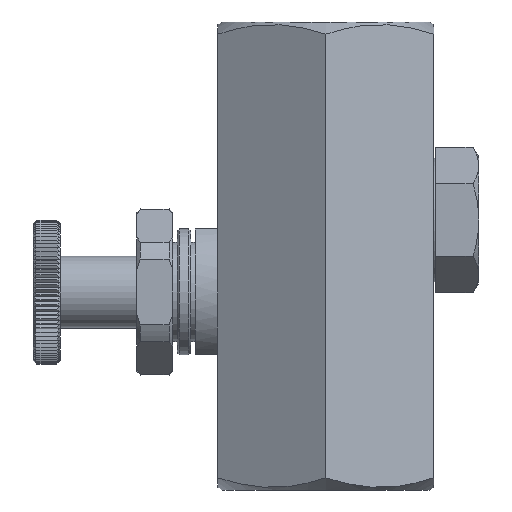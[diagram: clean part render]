
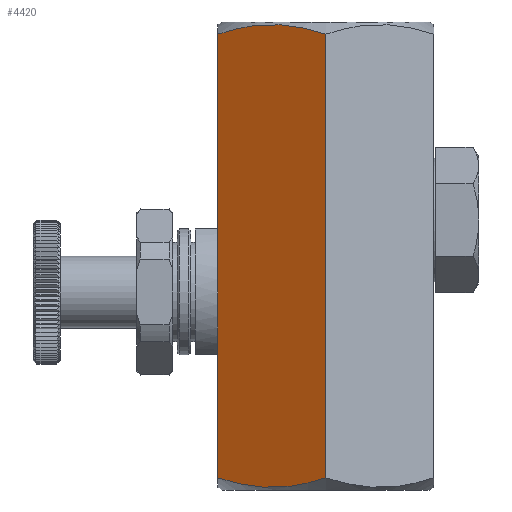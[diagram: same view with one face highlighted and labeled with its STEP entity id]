
A CAD part, left-side view. The second image highlights one B-rep face of the part: STEP entity #4420.
In plain terms, the highlighted planar face has unit normal (-0.866, 0.5, 0).
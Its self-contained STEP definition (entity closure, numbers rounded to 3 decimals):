
#243=B_SPLINE_CURVE_WITH_KNOTS('',3,(#7035,#7036,#7037,#7038,#7039,#7040,
#7041),.UNSPECIFIED.,.F.,.F.,(4,1,1,1,4),(0.,0.003,
0.007,0.01,0.014),
 .UNSPECIFIED.);
#248=B_SPLINE_CURVE_WITH_KNOTS('',3,(#7079,#7080,#7081,#7082,#7083,#7084,
#7085),.UNSPECIFIED.,.F.,.F.,(4,1,1,1,4),(0.,0.003,
0.007,0.01,0.014),
 .UNSPECIFIED.);
#499=LINE('',#7018,#733);
#501=LINE('',#7075,#735);
#502=LINE('',#7077,#736);
#503=LINE('',#7087,#737);
#733=VECTOR('',#5133,1000.);
#735=VECTOR('',#5145,1000.);
#736=VECTOR('',#5146,1000.);
#737=VECTOR('',#5147,1000.);
#1240=ORIENTED_EDGE('',*,*,#2615,.T.);
#1241=ORIENTED_EDGE('',*,*,#2625,.F.);
#1242=ORIENTED_EDGE('',*,*,#2626,.T.);
#1243=ORIENTED_EDGE('',*,*,#2627,.F.);
#1244=ORIENTED_EDGE('',*,*,#2628,.F.);
#1245=ORIENTED_EDGE('',*,*,#2620,.F.);
#2615=EDGE_CURVE('',#3297,#3296,#499,.T.);
#2620=EDGE_CURVE('',#3297,#3301,#243,.T.);
#2625=EDGE_CURVE('',#3305,#3296,#501,.T.);
#2626=EDGE_CURVE('',#3305,#3306,#502,.T.);
#2627=EDGE_CURVE('',#3307,#3306,#248,.T.);
#2628=EDGE_CURVE('',#3301,#3307,#503,.T.);
#3296=VERTEX_POINT('',#7017);
#3297=VERTEX_POINT('',#7019);
#3301=VERTEX_POINT('',#7042);
#3305=VERTEX_POINT('',#7076);
#3306=VERTEX_POINT('',#7078);
#3307=VERTEX_POINT('',#7086);
#3627=EDGE_LOOP('',(#1240,#1241,#1242,#1243,#1244,#1245));
#3917=FACE_BOUND('',#3627,.T.);
#4181=PLANE('',#4728);
#4420=ADVANCED_FACE('',(#3917),#4181,.F.);
#4728=AXIS2_PLACEMENT_3D('',#7074,#5143,#5144);
#5133=DIRECTION('',(0.,0.,-1.));
#5143=DIRECTION('',(0.866,-0.5,0.));
#5144=DIRECTION('',(0.5,0.866,0.));
#5145=DIRECTION('',(0.,0.,1.));
#5146=DIRECTION('',(0.,0.,-1.));
#5147=DIRECTION('',(0.,0.,-1.));
#7017=CARTESIAN_POINT('',(-6.928,12.,0.));
#7018=CARTESIAN_POINT('',(-6.928,12.,26.));
#7019=CARTESIAN_POINT('',(-6.928,12.,24.64));
#7035=CARTESIAN_POINT('',(-6.928,12.,24.64));
#7036=CARTESIAN_POINT('',(-7.494,11.02,24.966));
#7037=CARTESIAN_POINT('',(-8.632,9.049,25.505));
#7038=CARTESIAN_POINT('',(-10.383,6.017,25.814));
#7039=CARTESIAN_POINT('',(-12.151,2.954,25.507));
#7040=CARTESIAN_POINT('',(-13.29,0.981,24.966));
#7041=CARTESIAN_POINT('',(-13.856,0.,24.64));
#7042=CARTESIAN_POINT('',(-13.856,0.,24.64));
#7074=CARTESIAN_POINT('',(-6.928,12.,26.));
#7075=CARTESIAN_POINT('',(-6.928,12.,26.));
#7076=CARTESIAN_POINT('',(-6.928,12.,-8.));
#7077=CARTESIAN_POINT('',(-6.928,12.,26.));
#7078=CARTESIAN_POINT('',(-6.928,12.,-24.64));
#7079=CARTESIAN_POINT('',(-13.856,0.,-24.64));
#7080=CARTESIAN_POINT('',(-13.291,0.98,-24.966));
#7081=CARTESIAN_POINT('',(-12.153,2.951,-25.505));
#7082=CARTESIAN_POINT('',(-10.402,5.983,-25.814));
#7083=CARTESIAN_POINT('',(-8.634,9.046,-25.507));
#7084=CARTESIAN_POINT('',(-7.495,11.019,-24.966));
#7085=CARTESIAN_POINT('',(-6.928,12.,-24.64));
#7086=CARTESIAN_POINT('',(-13.856,0.,-24.64));
#7087=CARTESIAN_POINT('',(-13.856,0.,26.));
